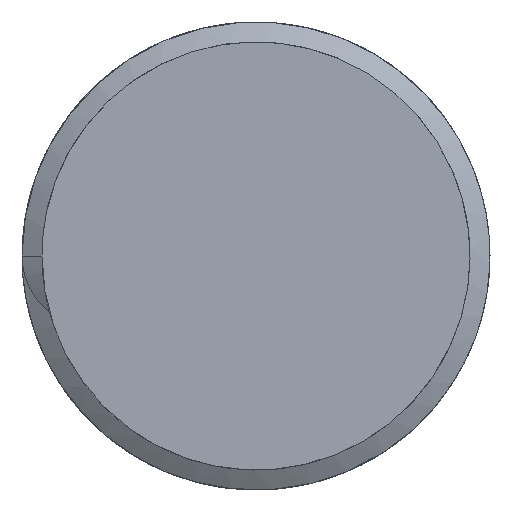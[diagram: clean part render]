
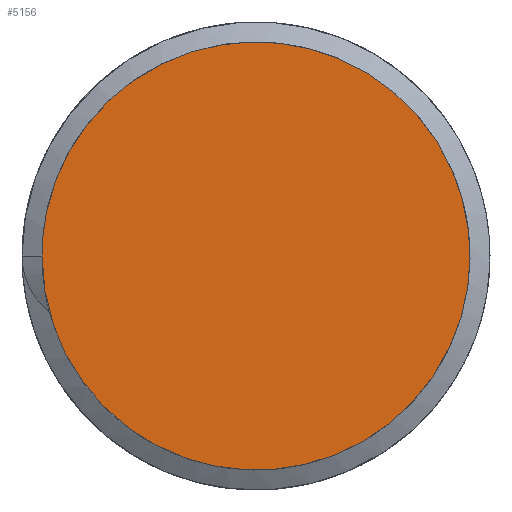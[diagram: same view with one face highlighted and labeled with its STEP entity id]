
A CAD part, left-side view. The second image highlights one B-rep face of the part: STEP entity #5156.
In plain terms, the highlighted free-form (B-spline) face has degree [1, 1] with [2, 2] control points.
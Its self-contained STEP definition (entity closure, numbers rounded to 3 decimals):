
#5121=CARTESIAN_POINT('',(0.,8.35,0.));
#5122=VERTEX_POINT('',#5121);
#5133=CARTESIAN_POINT('',(0.,8.35,0.));
#5134=CARTESIAN_POINT('',(0.,8.35,-8.35));
#5135=CARTESIAN_POINT('',(0.,0.,-8.35));
#5136=CARTESIAN_POINT('',(0.,-8.35,-8.35));
#5137=CARTESIAN_POINT('',(0.,-8.35,0.));
#5138=CARTESIAN_POINT('',(0.,-8.35,8.35));
#5139=CARTESIAN_POINT('',(0.,0.,8.35));
#5140=CARTESIAN_POINT('',(0.,8.35,8.35));
#5141=CARTESIAN_POINT('',(0.,8.35,0.));
#5142=(BOUNDED_CURVE()B_SPLINE_CURVE(2,(#5133,#5134,#5135,#5136,#5137,#5138,#5139,#5140,#5141),.CIRCULAR_ARC.,.T.,.U.)B_SPLINE_CURVE_WITH_KNOTS((3,2,2,2,3),(0.,0.25,0.5,0.75,1.),.UNSPECIFIED.)CURVE()GEOMETRIC_REPRESENTATION_ITEM()RATIONAL_B_SPLINE_CURVE((1.,0.707,1.,0.707,1.,0.707,1.,0.707,1.))REPRESENTATION_ITEM(''));
#5143=EDGE_CURVE('',#5122,#5122,#5142,.T.);
#5148=CARTESIAN_POINT('',(0.,-25.05,25.05));
#5149=CARTESIAN_POINT('',(0.,-25.05,-25.05));
#5150=CARTESIAN_POINT('',(0.,25.05,25.05));
#5151=CARTESIAN_POINT('',(0.,25.05,-25.05));
#5152=B_SPLINE_SURFACE_WITH_KNOTS('',1,1,((#5148,#5149),(#5150,#5151)),.PLANE_SURF.,.F.,.F.,.U.,(2,2),(2,2),(-1.,2.),(-1.,2.),.UNSPECIFIED.);
#5153=ORIENTED_EDGE('',*,*,#5143,.T.);
#5154=EDGE_LOOP('',(#5153));
#5155=FACE_OUTER_BOUND('',#5154,.T.);
#5156=ADVANCED_FACE('',(#5155),#5152,.T.);
